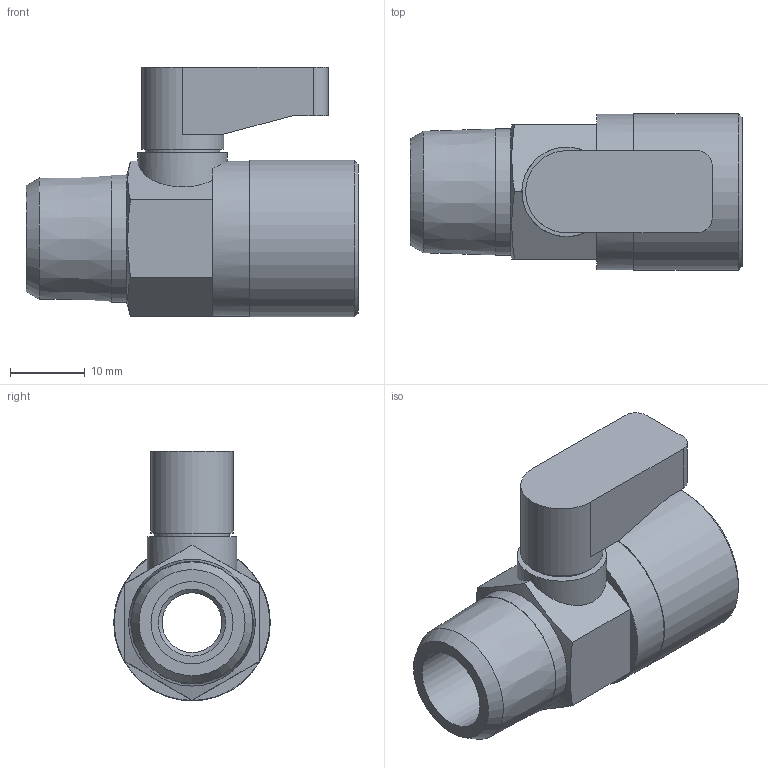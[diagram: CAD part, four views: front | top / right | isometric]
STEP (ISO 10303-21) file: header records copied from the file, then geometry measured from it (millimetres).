
FILE_DESCRIPTION(( 'MV.36.38.38.STP' ), '1');
FILE_NAME( 'MV.36.38.38.STP', '2018-10-05T11:23:14',( 'Sopra'),('sopra-pneumatic.com'), 'SwSTEP 2.0','SolidWorks 2009','' );
FILE_SCHEMA (('AUTOMOTIVE_DESIGN { 1 0 10303 214 1 1 1 1 }'));
Length unit declared in the file: millimetre
Products named in the file (3): Root; Griff; Körper
Assembly tree (2 placements, depth 2):
  Root
    Griff
    Körper
Bounding box: 44.5 x 21 x 33.5 mm (x, y, z)
Volume: 9049.5 mm3; surface area: 6593.5 mm2
Topology: 2 solids, 2 shells, 57 faces, 130 edges, 87 vertices
Faces by surface type: plane 34, cylinder 16, cone 7
Full cylindrical faces by diameter (mm): 8 x3, 10 x2, 11 x2, 12 x1, 13.4 x1, 14.95 x1, 15 x1, 17 x1, 20.8 x1, 21 x1
Entity records: 3239 total; most frequent: CARTESIAN_POINT 1064, DIRECTION 263, PRESENTATION_STYLE_ASSIGNMENT 192, COLOUR_RGB 192, DRAUGHTING_PRE_DEFINED_CURVE_FONT 190, CURVE_STYLE 190, OVER_RIDING_STYLED_ITEM 190, ORIENTED_EDGE 190
